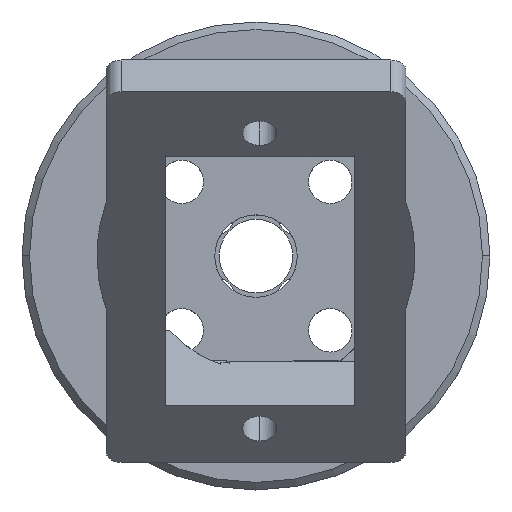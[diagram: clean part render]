
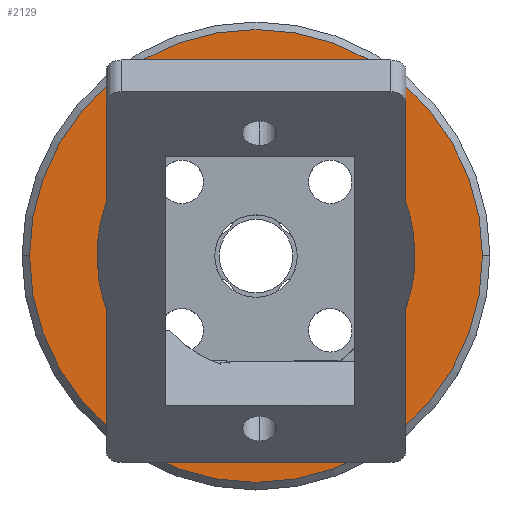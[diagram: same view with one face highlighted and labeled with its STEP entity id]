
A CAD part, top view. The second image highlights one B-rep face of the part: STEP entity #2129.
In plain terms, the highlighted planar face has unit normal (0, 0, 1).
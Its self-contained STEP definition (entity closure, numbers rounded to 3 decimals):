
#146 = ORIENTED_EDGE ( 'NONE', *, *, #1896, .T. ) ;
#147 = EDGE_CURVE ( 'NONE', #2706, #672, #639, .T. ) ;
#191 = CARTESIAN_POINT ( 'NONE',  ( -7.5, 6.614, 9.5 ) ) ;
#240 = CARTESIAN_POINT ( 'NONE',  ( 7.5, 6.784, 9.5 ) ) ;
#313 = ORIENTED_EDGE ( 'NONE', *, *, #147, .F. ) ;
#371 = DIRECTION ( 'NONE',  ( 0., 0., 1. ) ) ;
#372 = FACE_OUTER_BOUND ( 'NONE', #752, .T. ) ;
#374 = CARTESIAN_POINT ( 'NONE',  ( 7.5, 6.784, 9.5 ) ) ;
#432 = EDGE_CURVE ( 'NONE', #3044, #1872, #1091, .T. ) ;
#473 = CARTESIAN_POINT ( 'NONE',  ( 0., 0., 9.5 ) ) ;
#490 = VERTEX_POINT ( 'NONE', #4009 ) ;
#494 = DIRECTION ( 'NONE',  ( 0., -1., 0. ) ) ;
#533 = EDGE_CURVE ( 'NONE', #2298, #2289, #3646, .T. ) ;
#535 = ORIENTED_EDGE ( 'NONE', *, *, #747, .T. ) ;
#630 = ORIENTED_EDGE ( 'NONE', *, *, #959, .F. ) ;
#639 = CIRCLE ( 'NONE', #3723, 10.6 ) ;
#672 = VERTEX_POINT ( 'NONE', #1892 ) ;
#747 = EDGE_CURVE ( 'NONE', #2816, #490, #2843, .T. ) ;
#752 = EDGE_LOOP ( 'NONE', ( #1803, #535 ) ) ;
#800 = DIRECTION ( 'NONE',  ( 1., 0., 0. ) ) ;
#847 = DIRECTION ( 'NONE',  ( 1., -0.001, 0. ) ) ;
#890 = DIRECTION ( 'NONE',  ( 1., 0.001, 0. ) ) ;
#902 = CARTESIAN_POINT ( 'NONE',  ( 0., 0., 9.5 ) ) ;
#959 = EDGE_CURVE ( 'NONE', #3952, #3074, #3521, .T. ) ;
#981 = AXIS2_PLACEMENT_3D ( 'NONE', #2666, #1042, #1644 ) ;
#1008 = ORIENTED_EDGE ( 'NONE', *, *, #533, .T. ) ;
#1042 = DIRECTION ( 'NONE',  ( 0., 0., 1. ) ) ;
#1049 = DIRECTION ( 'NONE',  ( 1., 0., 0. ) ) ;
#1091 = LINE ( 'NONE', #2353, #3242 ) ;
#1115 = DIRECTION ( 'NONE',  ( 0., -1., 0. ) ) ;
#1184 = DIRECTION ( 'NONE',  ( 1., 0., 0. ) ) ;
#1351 = FACE_BOUND ( 'NONE', #2330, .T. ) ;
#1436 = CARTESIAN_POINT ( 'NONE',  ( 0., 0., 9.5 ) ) ;
#1495 = DIRECTION ( 'NONE',  ( 0., 0., 1. ) ) ;
#1502 = DIRECTION ( 'NONE',  ( 0., 0., 1. ) ) ;
#1511 = VECTOR ( 'NONE', #890, 1000. ) ;
#1561 = DIRECTION ( 'NONE',  ( 1., 0., 0. ) ) ;
#1562 = CARTESIAN_POINT ( 'NONE',  ( -10.6, 0., 9.5 ) ) ;
#1596 = DIRECTION ( 'NONE',  ( 0., 0., 1. ) ) ;
#1644 = DIRECTION ( 'NONE',  ( 1., 0., 0. ) ) ;
#1693 = CARTESIAN_POINT ( 'NONE',  ( -7.5, 49., 9.5 ) ) ;
#1714 = DIRECTION ( 'NONE',  ( 0., 0., -1. ) ) ;
#1803 = ORIENTED_EDGE ( 'NONE', *, *, #3201, .T. ) ;
#1841 = AXIS2_PLACEMENT_3D ( 'NONE', #3813, #371, #1561 ) ;
#1864 = LINE ( 'NONE', #240, #2786 ) ;
#1870 = CARTESIAN_POINT ( 'NONE',  ( -7.5, 6.784, 9.5 ) ) ;
#1872 = VERTEX_POINT ( 'NONE', #2966 ) ;
#1892 = CARTESIAN_POINT ( 'NONE',  ( 8.145, 6.783, 9.5 ) ) ;
#1896 = EDGE_CURVE ( 'NONE', #3044, #672, #1864, .T. ) ;
#1955 = EDGE_CURVE ( 'NONE', #3952, #2298, #3776, .T. ) ;
#1986 = AXIS2_PLACEMENT_3D ( 'NONE', #2331, #2018, #3621 ) ;
#1991 = CIRCLE ( 'NONE', #3746, 10. ) ;
#2010 = ORIENTED_EDGE ( 'NONE', *, *, #2158, .F. ) ;
#2018 = DIRECTION ( 'NONE',  ( 0., 0., 1. ) ) ;
#2129 = ADVANCED_FACE ( 'NONE', ( #372, #1351 ), #3909, .T. ) ;
#2158 = EDGE_CURVE ( 'NONE', #3074, #2706, #2650, .T. ) ;
#2289 = VERTEX_POINT ( 'NONE', #191 ) ;
#2298 = VERTEX_POINT ( 'NONE', #1870 ) ;
#2311 = AXIS2_PLACEMENT_3D ( 'NONE', #1436, #1495, #800 ) ;
#2330 = EDGE_LOOP ( 'NONE', ( #1008, #2659, #3279, #146, #313, #2010, #630, #2758 ) ) ;
#2331 = CARTESIAN_POINT ( 'NONE',  ( 0., 0., 9.5 ) ) ;
#2353 = CARTESIAN_POINT ( 'NONE',  ( 7.5, 49., 9.5 ) ) ;
#2635 = VECTOR ( 'NONE', #1115, 1000. ) ;
#2639 = AXIS2_PLACEMENT_3D ( 'NONE', #2849, #1596, #1184 ) ;
#2650 = CIRCLE ( 'NONE', #2311, 10.6 ) ;
#2659 = ORIENTED_EDGE ( 'NONE', *, *, #3876, .T. ) ;
#2666 = CARTESIAN_POINT ( 'NONE',  ( 0., 0., 9.5 ) ) ;
#2706 = VERTEX_POINT ( 'NONE', #2767 ) ;
#2758 = ORIENTED_EDGE ( 'NONE', *, *, #1955, .T. ) ;
#2767 = CARTESIAN_POINT ( 'NONE',  ( 10.6, 0., 9.5 ) ) ;
#2781 = DIRECTION ( 'NONE',  ( 1., 0., 0. ) ) ;
#2786 = VECTOR ( 'NONE', #847, 1000. ) ;
#2816 = VERTEX_POINT ( 'NONE', #3424 ) ;
#2843 = CIRCLE ( 'NONE', #1841, 15.1 ) ;
#2849 = CARTESIAN_POINT ( 'NONE',  ( 0., 0., 9.5 ) ) ;
#2966 = CARTESIAN_POINT ( 'NONE',  ( 7.5, 6.614, 9.5 ) ) ;
#3044 = VERTEX_POINT ( 'NONE', #374 ) ;
#3074 = VERTEX_POINT ( 'NONE', #1562 ) ;
#3201 = EDGE_CURVE ( 'NONE', #490, #2816, #3335, .T. ) ;
#3242 = VECTOR ( 'NONE', #494, 1000. ) ;
#3279 = ORIENTED_EDGE ( 'NONE', *, *, #432, .F. ) ;
#3335 = CIRCLE ( 'NONE', #1986, 15.1 ) ;
#3424 = CARTESIAN_POINT ( 'NONE',  ( 15.1, 0., 9.5 ) ) ;
#3521 = CIRCLE ( 'NONE', #2639, 10.6 ) ;
#3621 = DIRECTION ( 'NONE',  ( 1., 0., 0. ) ) ;
#3645 = CARTESIAN_POINT ( 'NONE',  ( -8.145, 6.783, 9.5 ) ) ;
#3646 = LINE ( 'NONE', #1693, #2635 ) ;
#3723 = AXIS2_PLACEMENT_3D ( 'NONE', #902, #1502, #2781 ) ;
#3746 = AXIS2_PLACEMENT_3D ( 'NONE', #473, #1714, #1049 ) ;
#3776 = LINE ( 'NONE', #4035, #1511 ) ;
#3813 = CARTESIAN_POINT ( 'NONE',  ( 0., 0., 9.5 ) ) ;
#3876 = EDGE_CURVE ( 'NONE', #2289, #1872, #1991, .T. ) ;
#3909 = PLANE ( 'NONE',  #981 ) ;
#3952 = VERTEX_POINT ( 'NONE', #3645 ) ;
#4009 = CARTESIAN_POINT ( 'NONE',  ( -15.1, 0., 9.5 ) ) ;
#4035 = CARTESIAN_POINT ( 'NONE',  ( -7.5, 6.784, 9.5 ) ) ;
